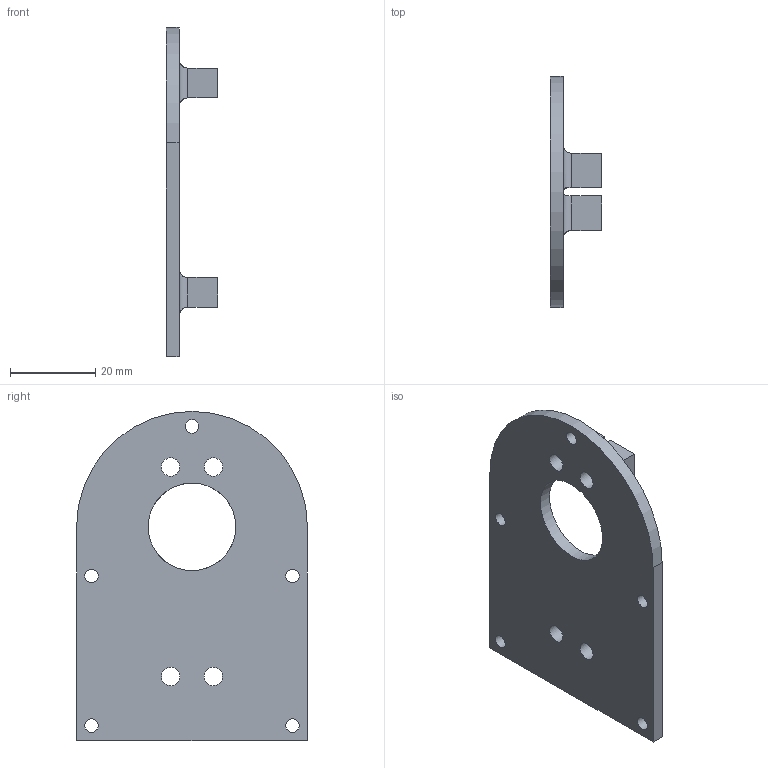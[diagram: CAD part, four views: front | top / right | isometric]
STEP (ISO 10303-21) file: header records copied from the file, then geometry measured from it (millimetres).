
FILE_DESCRIPTION(/* description */ ('STEP AP214'),/* implementation_level */ '2;1');
FILE_NAME(/* name */ '6819424450d50a4ee4875ac3',/* time_stamp */ '2025-05-05T22:57:09Z',/* author */ (''),/* organization */ (''),/* preprocessor_version */ 'ST-DEVELOPER v20',/* originating_system */ 'ONSHAPE BY PTC INC, 1.197',/* authorisation */ ' ');
FILE_SCHEMA (('AUTOMOTIVE_DESIGN {1 0 10303 214 3 1 1}'));
Length unit declared in the file: metre
Products named in the file (1): Part 1
Bounding box: 12 x 54 x 77 mm (x, y, z)
Volume: 11834.5 mm3; surface area: 9542.7 mm2
Topology: 1 solids, 1 shells, 50 faces, 130 edges, 83 vertices
Faces by surface type: plane 25, cylinder 25
Full cylindrical faces by diameter (mm): 3.2 x5, 4.3 x4, 20.5 x1
Entity records: 1557 total; most frequent: CARTESIAN_POINT 296, DIRECTION 248, ORIENTED_EDGE 238, EDGE_CURVE 119, AXIS2_PLACEMENT_3D 89, VERTEX_POINT 82, EDGE_LOOP 81, FACE_BOUND 81
